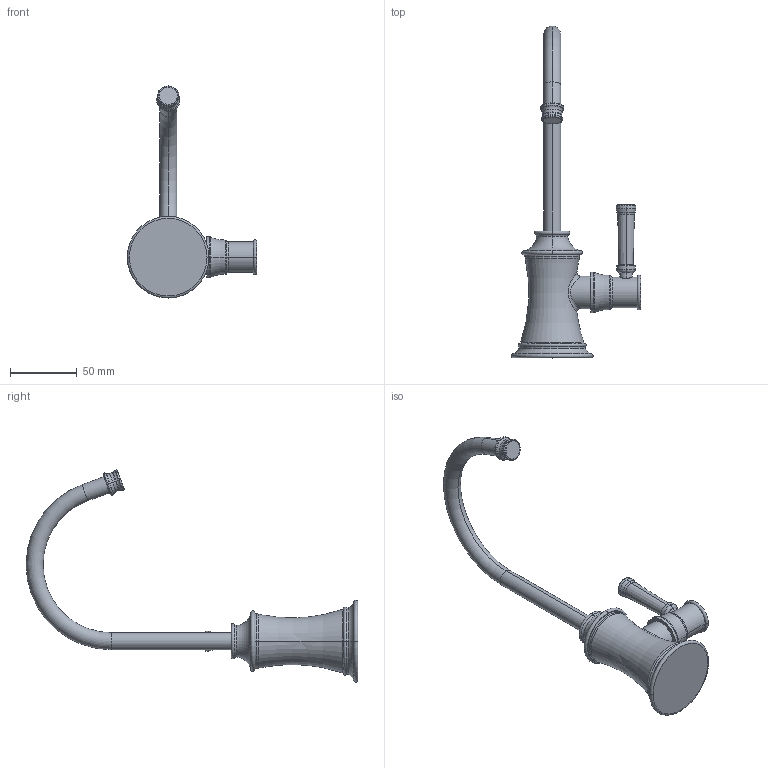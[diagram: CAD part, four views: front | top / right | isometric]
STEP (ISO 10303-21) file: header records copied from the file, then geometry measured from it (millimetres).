
FILE_DESCRIPTION((''),'2;1');
FILE_NAME('3310-5623','2021-10-14T10:19:10',('jinson.thomas'),(''),'CREO PARAMETRIC BY PTC INC, 2018400','CREO PARAMETRIC BY PTC INC, 2018400','');
FILE_SCHEMA(('CONFIG_CONTROL_DESIGN'));
Length unit declared in the file: inch
Products named in the file (1): 3310-5623
Bounding box: 96.47 x 247.65 x 158.28 mm (x, y, z)
Volume: 180724.5 mm3; surface area: 36329.2 mm2
Topology: 1 solids, 1 shells, 121 faces, 244 edges, 136 vertices
Faces by surface type: torus 70, cylinder 26, plane 15, bspline 4, cone 4, revolution 2
Entity records: 4358 total; most frequent: CARTESIAN_POINT 1668, DIRECTION 673, ORIENTED_EDGE 488, AXIS2_PLACEMENT_3D 320, EDGE_CURVE 244, CIRCLE 205, VERTEX_POINT 136, EDGE_LOOP 132
